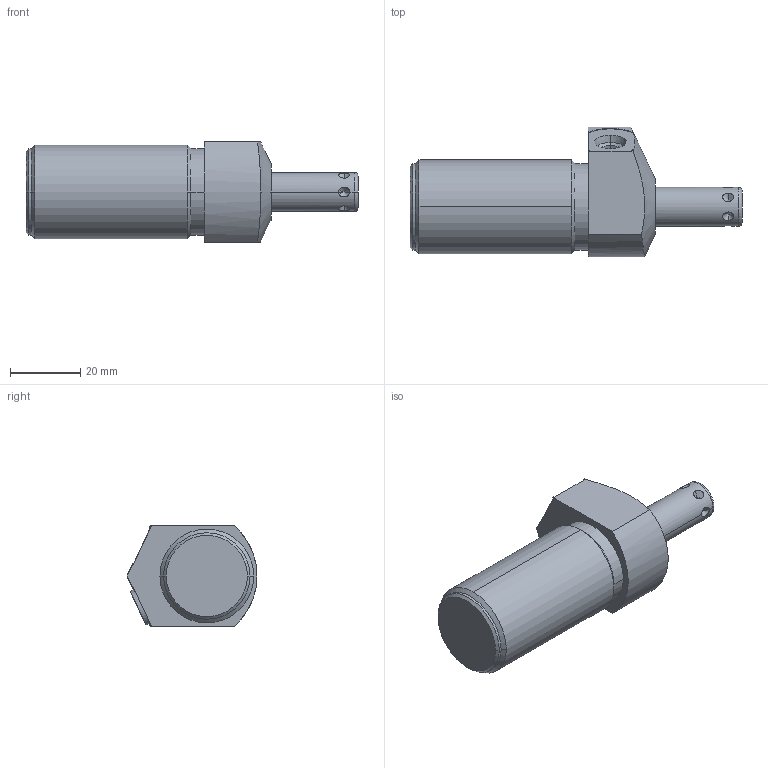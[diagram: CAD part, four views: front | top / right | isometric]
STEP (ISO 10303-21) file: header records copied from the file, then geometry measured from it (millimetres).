
FILE_DESCRIPTION((''),'2;1');
FILE_NAME('ILC14010501S','2018-01-17T',('jdw'),(''),'PRO/ENGINEER BY PARAMETRIC TECHNOLOGY CORPORATION, 2013320','PRO/ENGINEER BY PARAMETRIC TECHNOLOGY CORPORATION, 2013320','');
FILE_SCHEMA(('AUTOMOTIVE_DESIGN { 1 0 10303 214 1 1 1 1 }'));
Length unit declared in the file: inch
Products named in the file (1): ILC14010501S
Bounding box: 94.64 x 37.06 x 28.57 mm (x, y, z)
Volume: 44474 mm3; surface area: 9670.4 mm2
Topology: 1 solids, 3 shells, 76 faces, 186 edges, 110 vertices
Faces by surface type: cone 30, cylinder 25, plane 19, torus 2
Entity records: 3216 total; most frequent: CARTESIAN_POINT 659, DIRECTION 367, ORIENTED_EDGE 340, PRESENTATION_STYLE_ASSIGNMENT 187, STYLED_ITEM 174, CURVE_STYLE 172, EDGE_CURVE 172, AXIS2_PLACEMENT_3D 148
